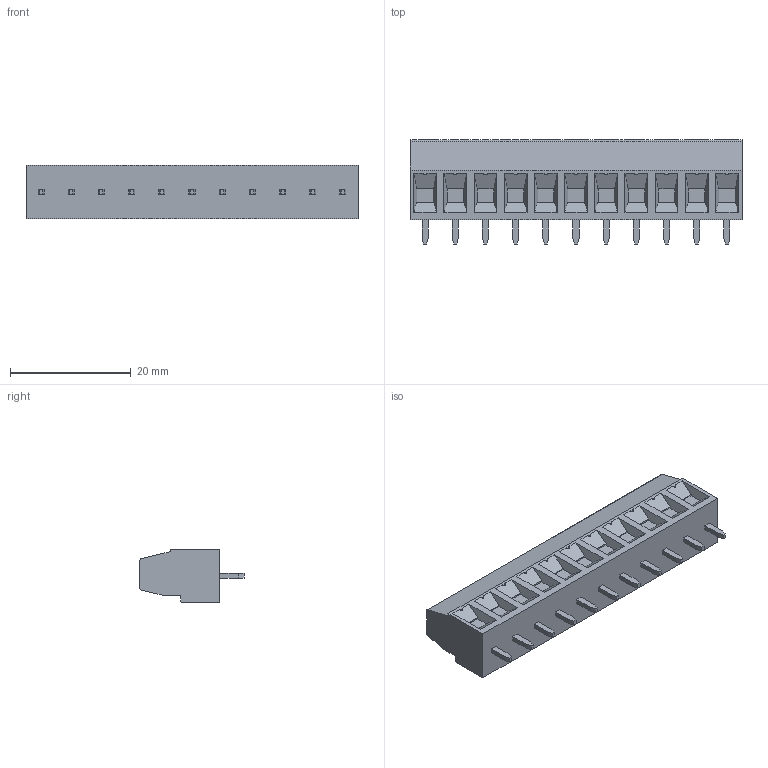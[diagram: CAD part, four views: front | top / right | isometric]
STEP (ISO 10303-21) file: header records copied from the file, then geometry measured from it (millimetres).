
FILE_DESCRIPTION(('STEP AP214'),'1');
FILE_NAME('MVS1511-5-V-L.stp','2018-02-15T11:30:20',(' '),(' '),'Spatial InterOp 3D',' ',' ');
FILE_SCHEMA(('AUTOMOTIVE_DESIGN { 1 0 10303 214 1 1 1 1 }'));
Length unit declared in the file: metre
Products named in the file (1): 1
Bounding box: 55 x 17.25 x 8.9 mm (x, y, z)
Volume: 5088.5 mm3; surface area: 3343.7 mm2
Topology: 1 solids, 1 shells, 388 faces, 1004 edges, 673 vertices
Faces by surface type: plane 330, cylinder 47, cone 11
Entity records: 14679 total; most frequent: CARTESIAN_POINT 2033, ORIENTED_EDGE 1964, DIRECTION 1876, EDGE_CURVE 982, LINE 866, VECTOR 866, VERTEX_POINT 662, AXIS2_PLACEMENT_3D 505
